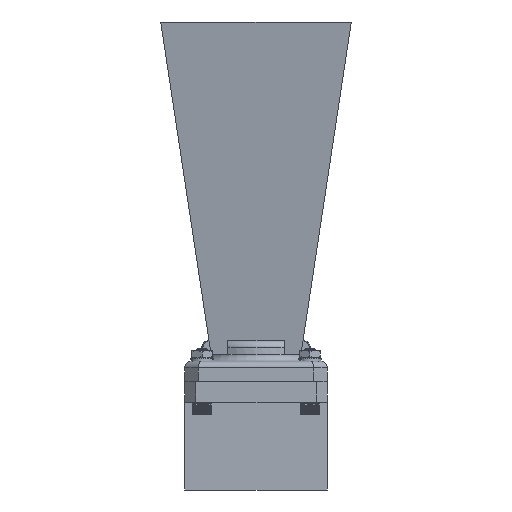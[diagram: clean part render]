
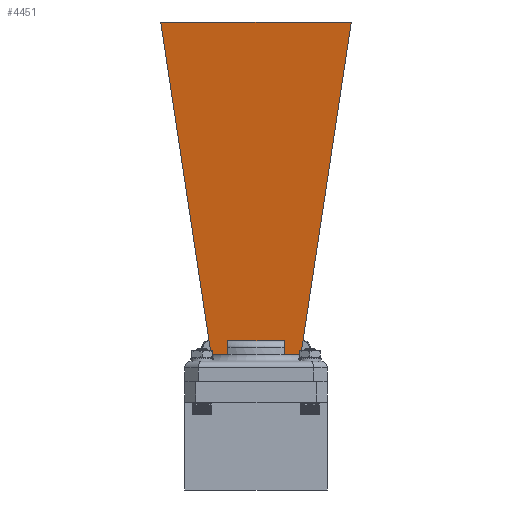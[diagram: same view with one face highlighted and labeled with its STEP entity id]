
A CAD part, front view. The second image highlights one B-rep face of the part: STEP entity #4451.
In plain terms, the highlighted face is planar.
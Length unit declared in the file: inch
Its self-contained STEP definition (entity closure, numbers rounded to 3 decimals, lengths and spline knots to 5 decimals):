
#579 = CARTESIAN_POINT ( 'NONE',  ( -0.26, 0.375, 0.24275 ) ) ;
#731 = EDGE_CURVE ( 'NONE', #1270, #12473, #3631, .T. ) ;
#1040 = VERTEX_POINT ( 'NONE', #21245 ) ;
#1270 = VERTEX_POINT ( 'NONE', #20727 ) ;
#1427 = ORIENTED_EDGE ( 'NONE', *, *, #2799, .F. ) ;
#1437 = LINE ( 'NONE', #4690, #13172 ) ;
#1596 = LINE ( 'NONE', #20740, #8579 ) ;
#2039 = LINE ( 'NONE', #13198, #7619 ) ;
#2541 = VECTOR ( 'NONE', #7186, 39.37008 ) ;
#2784 = CARTESIAN_POINT ( 'NONE',  ( -0.877, 3.31, 0.637 ) ) ;
#2799 = EDGE_CURVE ( 'NONE', #1270, #16220, #4629, .T. ) ;
#3231 = CARTESIAN_POINT ( 'NONE',  ( -0.41345, 0.25, 0.22596 ) ) ;
#3486 = LINE ( 'NONE', #10920, #12450 ) ;
#3631 = LINE ( 'NONE', #7553, #22109 ) ;
#4451 = ADVANCED_FACE ( 'NONE', ( #22448 ), #19038, .F. ) ;
#4588 = DIRECTION ( 'NONE',  ( -1., 0., 0. ) ) ;
#4629 = LINE ( 'NONE', #18722, #23046 ) ;
#4690 = CARTESIAN_POINT ( 'NONE',  ( -0.268, 0.25, 0.22596 ) ) ;
#4798 = DIRECTION ( 'NONE',  ( 0., 0.133, -0.991 ) ) ;
#4999 = DIRECTION ( 'NONE',  ( -1., 0., 0. ) ) ;
#6028 = DIRECTION ( 'NONE',  ( 0., -0.991, -0.133 ) ) ;
#6033 = VERTEX_POINT ( 'NONE', #579 ) ;
#6046 = DIRECTION ( 'NONE',  ( -0.148, -0.98, -0.132 ) ) ;
#6546 = EDGE_CURVE ( 'NONE', #16220, #16185, #18506, .T. ) ;
#7186 = DIRECTION ( 'NONE',  ( 0.148, -0.98, -0.132 ) ) ;
#7553 = CARTESIAN_POINT ( 'NONE',  ( 3.81838, 3.31, 0.637 ) ) ;
#7619 = VECTOR ( 'NONE', #6028, 39.37008 ) ;
#7620 = ORIENTED_EDGE ( 'NONE', *, *, #18467, .T. ) ;
#8579 = VECTOR ( 'NONE', #11829, 39.37008 ) ;
#10920 = CARTESIAN_POINT ( 'NONE',  ( -0.94175, 0.375, 0.24275 ) ) ;
#11252 = ORIENTED_EDGE ( 'NONE', *, *, #21420, .F. ) ;
#11628 = CARTESIAN_POINT ( 'NONE',  ( 0.41345, 0.25, 0.22596 ) ) ;
#11829 = DIRECTION ( 'NONE',  ( 0., 0.991, 0.133 ) ) ;
#12142 = ORIENTED_EDGE ( 'NONE', *, *, #13868, .T. ) ;
#12450 = VECTOR ( 'NONE', #12472, 39.37008 ) ;
#12472 = DIRECTION ( 'NONE',  ( 1., 0., 0. ) ) ;
#12473 = VERTEX_POINT ( 'NONE', #2784 ) ;
#13172 = VECTOR ( 'NONE', #4999, 39.37008 ) ;
#13198 = CARTESIAN_POINT ( 'NONE',  ( -0.26, 0.3329, 0.2371 ) ) ;
#13406 = CARTESIAN_POINT ( 'NONE',  ( 0.268, 0.25, 0.22596 ) ) ;
#13756 = VERTEX_POINT ( 'NONE', #15717 ) ;
#13798 = EDGE_CURVE ( 'NONE', #13756, #16854, #1437, .T. ) ;
#13868 = EDGE_CURVE ( 'NONE', #12473, #16854, #20435, .T. ) ;
#14121 = CARTESIAN_POINT ( 'NONE',  ( -0.47918, 0.68388, 0.28424 ) ) ;
#14264 = VECTOR ( 'NONE', #4588, 39.37008 ) ;
#14601 = AXIS2_PLACEMENT_3D ( 'NONE', #15352, #4798, #19112 ) ;
#15352 = CARTESIAN_POINT ( 'NONE',  ( 3.81838, 0.187, 0.2175 ) ) ;
#15717 = CARTESIAN_POINT ( 'NONE',  ( -0.26, 0.25, 0.22596 ) ) ;
#15831 = ORIENTED_EDGE ( 'NONE', *, *, #13798, .F. ) ;
#16185 = VERTEX_POINT ( 'NONE', #20620 ) ;
#16220 = VERTEX_POINT ( 'NONE', #11628 ) ;
#16854 = VERTEX_POINT ( 'NONE', #3231 ) ;
#17374 = EDGE_CURVE ( 'NONE', #16185, #1040, #1596, .T. ) ;
#18467 = EDGE_CURVE ( 'NONE', #6033, #1040, #3486, .T. ) ;
#18506 = LINE ( 'NONE', #13406, #14264 ) ;
#18722 = CARTESIAN_POINT ( 'NONE',  ( 0.47918, 0.68388, 0.28424 ) ) ;
#19038 = PLANE ( 'NONE',  #14601 ) ;
#19112 = DIRECTION ( 'NONE',  ( 0., 0.991, 0.133 ) ) ;
#20134 = DIRECTION ( 'NONE',  ( -1., 0., 0. ) ) ;
#20327 = ORIENTED_EDGE ( 'NONE', *, *, #731, .T. ) ;
#20435 = LINE ( 'NONE', #14121, #2541 ) ;
#20466 = EDGE_LOOP ( 'NONE', ( #12142, #15831, #11252, #7620, #23131, #23148, #1427, #20327 ) ) ;
#20620 = CARTESIAN_POINT ( 'NONE',  ( 0.26, 0.25, 0.22596 ) ) ;
#20727 = CARTESIAN_POINT ( 'NONE',  ( 0.877, 3.31, 0.637 ) ) ;
#20740 = CARTESIAN_POINT ( 'NONE',  ( 0.26, 0.3329, 0.2371 ) ) ;
#21245 = CARTESIAN_POINT ( 'NONE',  ( 0.26, 0.375, 0.24275 ) ) ;
#21420 = EDGE_CURVE ( 'NONE', #6033, #13756, #2039, .T. ) ;
#22109 = VECTOR ( 'NONE', #20134, 39.37008 ) ;
#22448 = FACE_OUTER_BOUND ( 'NONE', #20466, .T. ) ;
#23046 = VECTOR ( 'NONE', #6046, 39.37008 ) ;
#23131 = ORIENTED_EDGE ( 'NONE', *, *, #17374, .F. ) ;
#23148 = ORIENTED_EDGE ( 'NONE', *, *, #6546, .F. ) ;
